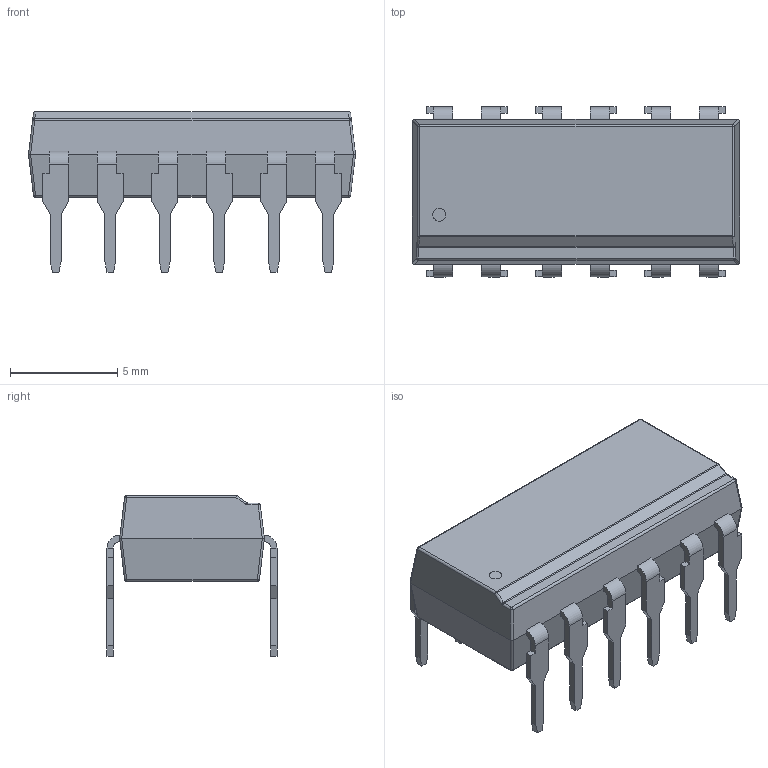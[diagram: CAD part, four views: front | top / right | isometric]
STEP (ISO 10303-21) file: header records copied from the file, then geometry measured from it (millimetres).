
FILE_DESCRIPTION(('STEP AP214'), '1');
FILE_NAME('DIP12-OC-BLK', '2016-02-24T00:26:09', ('Nobody'), (''), 'ASCON STEP Converter 1.3', 'ASCON Math Kernel', '');
FILE_SCHEMA(('AUTOMOTIVE_DESIGN { 1 0 10303 214 3 1 1}'));
Length unit declared in the file: millimetre
Bounding box: 15.24 x 7.92 x 7.5 mm (x, y, z)
Volume: 402.4 mm3; surface area: 511.4 mm2
Topology: 13 solids, 13 shells, 309 faces, 723 edges, 433 vertices
Faces by surface type: plane 253, cylinder 46, bspline 10
Entity records: 11294 total; most frequent: CARTESIAN_POINT 1658, ORIENTED_EDGE 1430, DIRECTION 1378, EDGE_CURVE 715, LINE 624, VECTOR 624, VERTEX_POINT 433, AXIS2_PLACEMENT_3D 377
